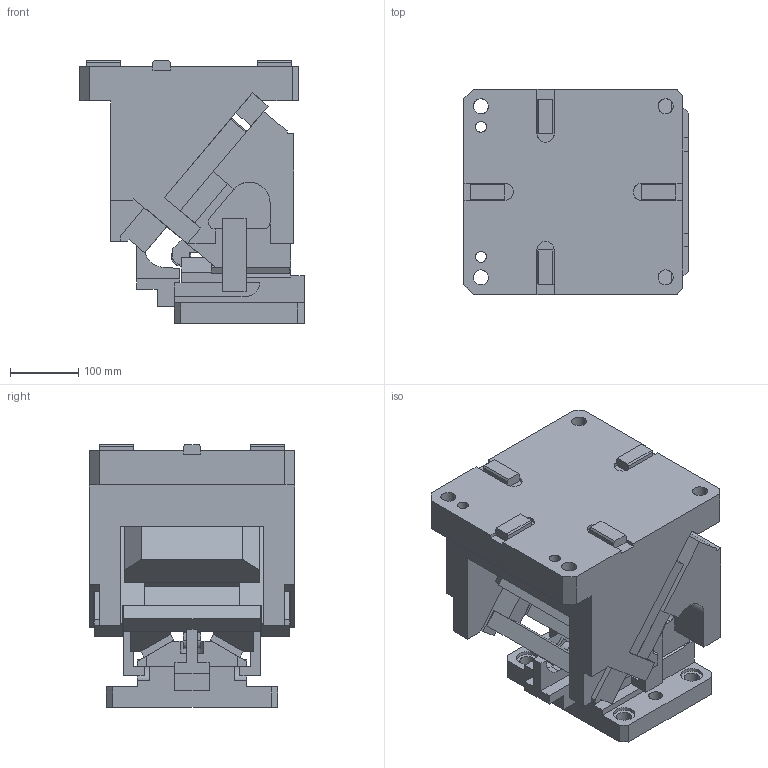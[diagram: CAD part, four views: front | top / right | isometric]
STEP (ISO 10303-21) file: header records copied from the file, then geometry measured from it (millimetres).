
FILE_DESCRIPTION(('CATIA V5 STEP Exchange'),'2;1');
FILE_NAME('CACN_300_00.stp','2015-04-27T10:29:00+00:00',('none'),('none'),'CATIA Version 5 Release 19 SP 2 (IN-10)','CATIA V5 STEP AP203','none');
FILE_SCHEMA(('CONFIG_CONTROL_DESIGN'));
Length unit declared in the file: millimetre
Products named in the file (1): CACN_300_00
Bounding box: 328 x 300 x 384 mm (x, y, z)
Volume: 20443580.4 mm3; surface area: 1121301.6 mm2
Topology: 3 solids, 3 shells, 373 faces, 1068 edges, 708 vertices
Faces by surface type: plane 292, cylinder 81
Entity records: 12799 total; most frequent: CARTESIAN_POINT 3441, ORIENTED_EDGE 2136, DIRECTION 1568, EDGE_CURVE 1068, VECTOR 898, LINE 898, VERTEX_POINT 708, EDGE_LOOP 408
